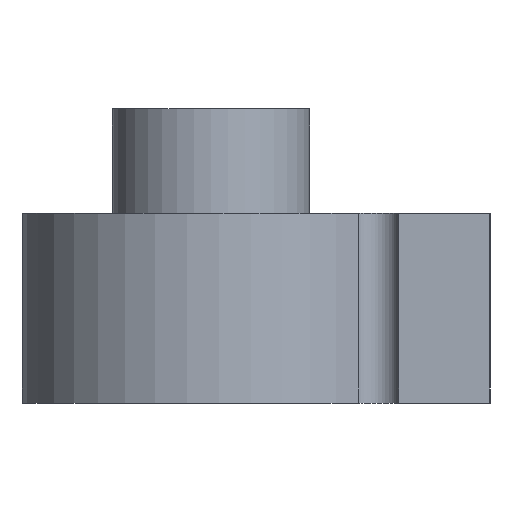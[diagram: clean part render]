
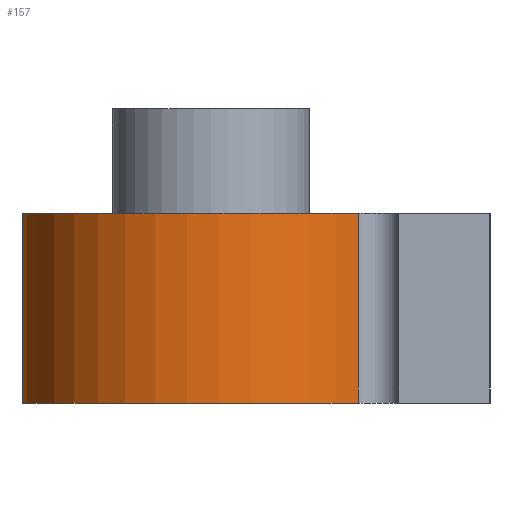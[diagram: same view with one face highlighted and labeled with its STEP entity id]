
A CAD part, left-side view. The second image highlights one B-rep face of the part: STEP entity #157.
In plain terms, the highlighted cylindrical face has radius 5 mm (diameter 10 mm), a partial arc.
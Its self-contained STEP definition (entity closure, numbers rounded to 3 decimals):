
#45=FACE_OUTER_BOUND('',#231,.T.);
#65=LINE('',#745,#101);
#66=LINE('',#751,#102);
#101=VECTOR('',#608,1.);
#102=VECTOR('',#615,1.);
#157=ADVANCED_FACE('',(#45),#180,.T.);
#180=CYLINDRICAL_SURFACE('',#528,5.);
#231=EDGE_LOOP('',(#282,#283,#284,#285));
#282=ORIENTED_EDGE('',*,*,#438,.T.);
#283=ORIENTED_EDGE('',*,*,#437,.T.);
#284=ORIENTED_EDGE('',*,*,#439,.T.);
#285=ORIENTED_EDGE('',*,*,#440,.F.);
#390=VERTEX_POINT('',#742);
#391=VERTEX_POINT('',#744);
#392=VERTEX_POINT('',#748);
#393=VERTEX_POINT('',#750);
#437=EDGE_CURVE('',#390,#391,#65,.T.);
#438=EDGE_CURVE('',#392,#390,#490,.T.);
#439=EDGE_CURVE('',#391,#393,#491,.T.);
#440=EDGE_CURVE('',#392,#393,#66,.T.);
#490=CIRCLE('',#526,5.);
#491=CIRCLE('',#527,5.);
#526=AXIS2_PLACEMENT_3D('',#747,#611,#612);
#527=AXIS2_PLACEMENT_3D('',#749,#613,#614);
#528=AXIS2_PLACEMENT_3D('',#752,#616,#617);
#608=DIRECTION('',(0.,0.,1.));
#611=DIRECTION('',(0.,0.,1.));
#612=DIRECTION('',(0.63,-0.777,0.));
#613=DIRECTION('',(0.,0.,-1.));
#614=DIRECTION('',(-0.63,-0.777,0.));
#615=DIRECTION('',(0.,0.,1.));
#616=DIRECTION('',(0.,0.,1.));
#617=DIRECTION('',(0.63,-0.777,0.));
#742=CARTESIAN_POINT('',(-47.599,3.466,0.));
#744=CARTESIAN_POINT('',(-47.599,3.466,5.));
#745=CARTESIAN_POINT('',(-47.599,3.466,0.));
#747=CARTESIAN_POINT('',(-44.45,7.35,0.));
#748=CARTESIAN_POINT('',(-41.301,3.466,0.));
#749=CARTESIAN_POINT('',(-44.45,7.35,5.));
#750=CARTESIAN_POINT('',(-41.301,3.466,5.));
#751=CARTESIAN_POINT('',(-41.301,3.466,0.));
#752=CARTESIAN_POINT('',(-44.45,7.35,0.));
